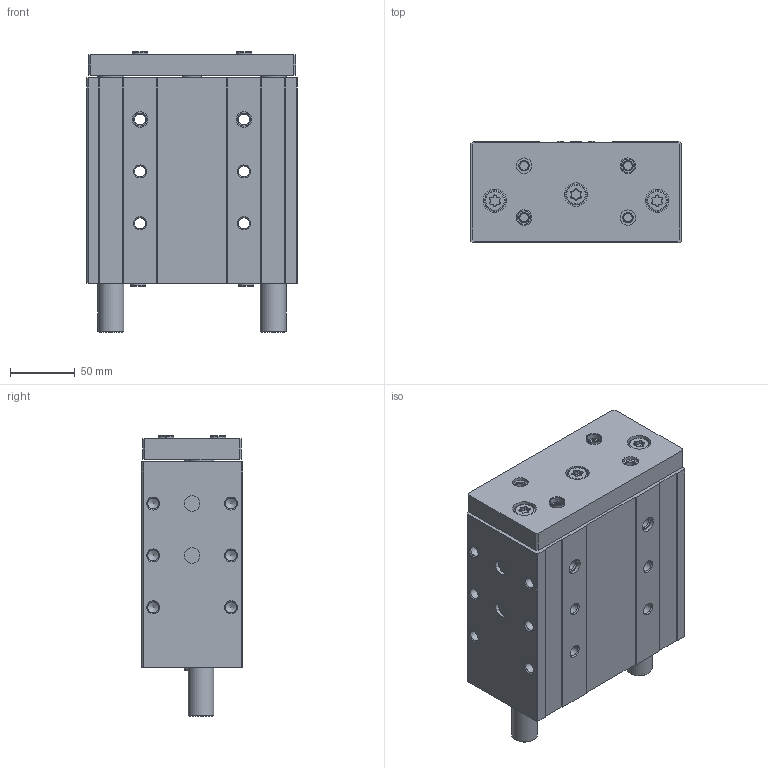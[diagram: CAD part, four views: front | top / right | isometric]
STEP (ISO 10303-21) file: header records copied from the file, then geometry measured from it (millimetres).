
FILE_DESCRIPTION(/* description */ ('STEP AP214'),/* implementation_level */ '2;1');
FILE_NAME(/* name */ '170956_DFM-63-100-P-A-KF',/* time_stamp */ '2024-08-14T19:38:30+02:00',/* author */ ('License CC BY-ND 4.0'),/* organization */ ('CADENAS'),/* preprocessor_version */ 'ST-DEVELOPER v19.3',/* originating_system */ 'PARTsolutions',/* authorisation */ ' ');
FILE_SCHEMA (('AUTOMOTIVE_DESIGN {1 0 10303 214 3 1 1}'));
Length unit declared in the file: millimetre
Products named in the file (5): 170956 DFM-63-100-P-A-KF---(0); 170956 DFM-63-100-P-A-KF---(Z); 170956 DFM-63-100-P-A-KF---(K); 8137185 ZBH-12-B; 116516 G1/4
Assembly tree (8 placements, depth 2):
  170956 DFM-63-100-P-A-KF---(0)
    170956 DFM-63-100-P-A-KF---(Z)
    170956 DFM-63-100-P-A-KF---(K)
    8137185 ZBH-12-B  x4
    116516 G1/4  x2
Bounding box: 162 x 78.1 x 216.3 mm (x, y, z)
Volume: 1791958.3 mm3; surface area: 263396.5 mm2
Topology: 8 solids, 8 shells, 332 faces, 755 edges, 485 vertices
Faces by surface type: plane 142, cylinder 127, cone 52, torus 11
Full cylindrical faces by diameter (mm): 6.647 x4, 8.376 x16, 8.4 x6, 11.445 x4, 12 x10, 13.157 x6, 15 x6, 16 x5, 18 x3, 20 x4, 63 x2, 64.7 x1
Entity records: 7906 total; most frequent: DIRECTION 1400, CARTESIAN_POINT 1291, ORIENTED_EDGE 1062, AXIS2_PLACEMENT_3D 581, EDGE_CURVE 531, FACE_BOUND 481, EDGE_LOOP 470, VERTEX_POINT 418
